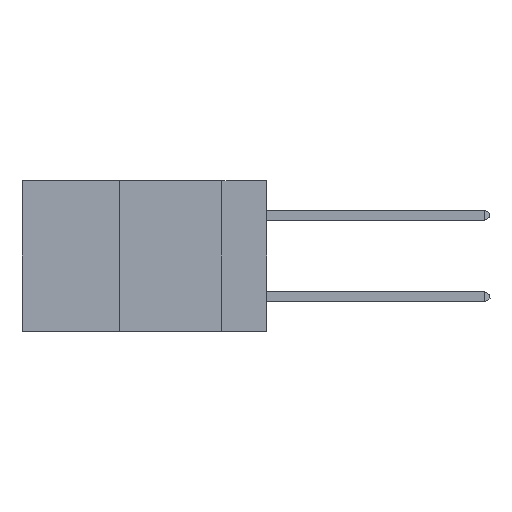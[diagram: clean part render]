
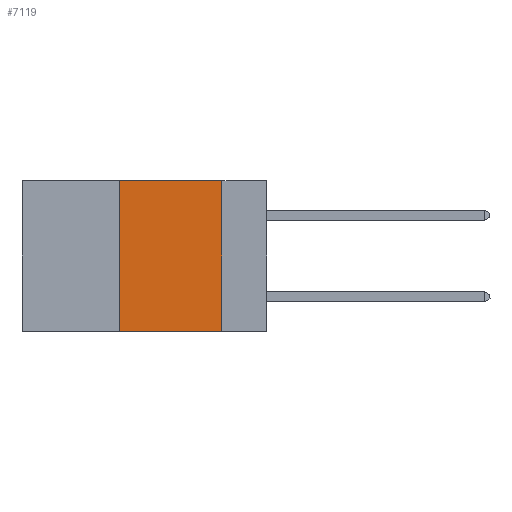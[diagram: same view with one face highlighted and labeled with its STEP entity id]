
A CAD part, left-side view. The second image highlights one B-rep face of the part: STEP entity #7119.
In plain terms, the highlighted planar face has unit normal (-1, 0, 0).
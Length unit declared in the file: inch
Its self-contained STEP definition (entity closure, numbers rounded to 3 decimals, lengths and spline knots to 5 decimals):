
#590 = VERTEX_POINT ( 'NONE', #8946 ) ;
#616 = EDGE_CURVE ( 'NONE', #2358, #6362, #14415, .T. ) ;
#1027 = CARTESIAN_POINT ( 'NONE',  ( 0., 0.6, -0.37 ) ) ;
#1570 = LINE ( 'NONE', #6394, #11937 ) ;
#2190 = ORIENTED_EDGE ( 'NONE', *, *, #616, .F. ) ;
#2358 = VERTEX_POINT ( 'NONE', #4544 ) ;
#2701 = CARTESIAN_POINT ( 'NONE',  ( 0., 0.6, 0. ) ) ;
#2796 = VECTOR ( 'NONE', #15919, 39.37008 ) ;
#3426 = DIRECTION ( 'NONE',  ( 0., -1., 0. ) ) ;
#3881 = FACE_OUTER_BOUND ( 'NONE', #11665, .T. ) ;
#4544 = CARTESIAN_POINT ( 'NONE',  ( 0., 0.11, 0. ) ) ;
#5075 = ORIENTED_EDGE ( 'NONE', *, *, #16898, .F. ) ;
#5182 = DIRECTION ( 'NONE',  ( 0., -1., 0. ) ) ;
#5633 = PLANE ( 'NONE',  #9671 ) ;
#6307 = CARTESIAN_POINT ( 'NONE',  ( 0., 0.11, 0. ) ) ;
#6362 = VERTEX_POINT ( 'NONE', #9877 ) ;
#6394 = CARTESIAN_POINT ( 'NONE',  ( 0., 0.6, 0. ) ) ;
#6412 = VECTOR ( 'NONE', #5182, 39.37008 ) ;
#6608 = LINE ( 'NONE', #9148, #2796 ) ;
#7050 = EDGE_CURVE ( 'NONE', #590, #6362, #10420, .T. ) ;
#7119 = ADVANCED_FACE ( 'NONE', ( #3881 ), #5633, .F. ) ;
#8037 = EDGE_CURVE ( 'NONE', #590, #10151, #6608, .T. ) ;
#8946 = CARTESIAN_POINT ( 'NONE',  ( 0., 0.36, -0.37 ) ) ;
#9148 = CARTESIAN_POINT ( 'NONE',  ( 0., 0.36, 0. ) ) ;
#9671 = AXIS2_PLACEMENT_3D ( 'NONE', #2701, #12122, #9874 ) ;
#9874 = DIRECTION ( 'NONE',  ( 0., 0., -1. ) ) ;
#9877 = CARTESIAN_POINT ( 'NONE',  ( 0., 0.11, -0.37 ) ) ;
#10151 = VERTEX_POINT ( 'NONE', #12931 ) ;
#10420 = LINE ( 'NONE', #1027, #6412 ) ;
#10539 = ORIENTED_EDGE ( 'NONE', *, *, #7050, .T. ) ;
#10567 = ORIENTED_EDGE ( 'NONE', *, *, #8037, .F. ) ;
#11665 = EDGE_LOOP ( 'NONE', ( #2190, #5075, #10567, #10539 ) ) ;
#11937 = VECTOR ( 'NONE', #3426, 39.37008 ) ;
#12122 = DIRECTION ( 'NONE',  ( 1., 0., 0. ) ) ;
#12931 = CARTESIAN_POINT ( 'NONE',  ( 0., 0.36, 0. ) ) ;
#14415 = LINE ( 'NONE', #6307, #16927 ) ;
#15919 = DIRECTION ( 'NONE',  ( 0., 0., 1. ) ) ;
#16898 = EDGE_CURVE ( 'NONE', #10151, #2358, #1570, .T. ) ;
#16927 = VECTOR ( 'NONE', #17007, 39.37008 ) ;
#17007 = DIRECTION ( 'NONE',  ( 0., 0., -1. ) ) ;
